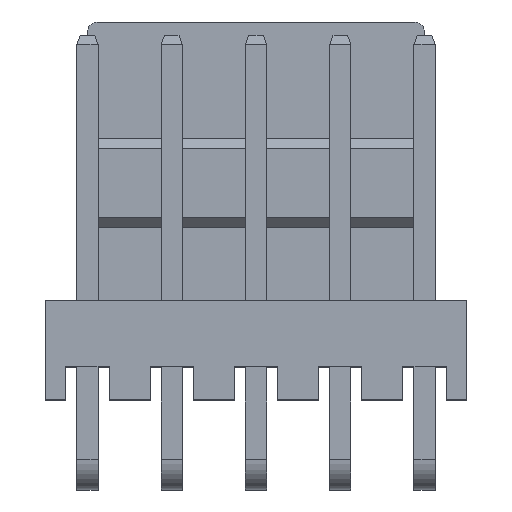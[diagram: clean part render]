
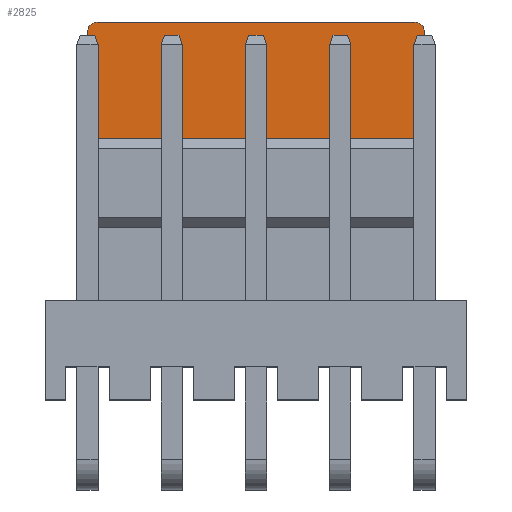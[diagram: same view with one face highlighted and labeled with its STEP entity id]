
A CAD part, top view. The second image highlights one B-rep face of the part: STEP entity #2825.
In plain terms, the highlighted planar face has unit normal (0, 0, 1).
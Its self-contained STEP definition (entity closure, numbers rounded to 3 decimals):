
#2 = AXIS2_PLACEMENT_3D ( 'NONE', #1818, #2584, #4047 ) ;
#305 = VECTOR ( 'NONE', #3681, 1000. ) ;
#339 = VECTOR ( 'NONE', #2047, 1000. ) ;
#566 = CIRCLE ( 'NONE', #2, 0.3 ) ;
#587 = DIRECTION ( 'NONE',  ( 1., 0., 0. ) ) ;
#905 = PLANE ( 'NONE',  #4766 ) ;
#928 = DIRECTION ( 'NONE',  ( 1., 0., 0. ) ) ;
#934 = DIRECTION ( 'NONE',  ( 0., 0., 1. ) ) ;
#948 = CARTESIAN_POINT ( 'NONE',  ( 10.16, 10.28, 0.9 ) ) ;
#953 = VERTEX_POINT ( 'NONE', #3024 ) ;
#1092 = EDGE_CURVE ( 'NONE', #1308, #953, #2877, .T. ) ;
#1114 = CARTESIAN_POINT ( 'NONE',  ( 10.16, 10.28, 0.9 ) ) ;
#1172 = ORIENTED_EDGE ( 'NONE', *, *, #4477, .F. ) ;
#1280 = DIRECTION ( 'NONE',  ( 0., -1., 0. ) ) ;
#1308 = VERTEX_POINT ( 'NONE', #1785 ) ;
#1316 = LINE ( 'NONE', #2600, #305 ) ;
#1390 = VERTEX_POINT ( 'NONE', #2204 ) ;
#1488 = EDGE_CURVE ( 'NONE', #1390, #2606, #1316, .T. ) ;
#1498 = FACE_OUTER_BOUND ( 'NONE', #3723, .T. ) ;
#1710 = VECTOR ( 'NONE', #4407, 1000. ) ;
#1751 = ORIENTED_EDGE ( 'NONE', *, *, #1092, .F. ) ;
#1785 = CARTESIAN_POINT ( 'NONE',  ( 0.3, 13.78, 0.9 ) ) ;
#1818 = CARTESIAN_POINT ( 'NONE',  ( 0.3, 13.48, 0.9 ) ) ;
#1930 = LINE ( 'NONE', #2000, #339 ) ;
#2000 = CARTESIAN_POINT ( 'NONE',  ( 0., 0., 0.9 ) ) ;
#2047 = DIRECTION ( 'NONE',  ( 0., 1., 0. ) ) ;
#2204 = CARTESIAN_POINT ( 'NONE',  ( 10.16, 10.28, 0.9 ) ) ;
#2330 = ORIENTED_EDGE ( 'NONE', *, *, #1488, .T. ) ;
#2341 = CARTESIAN_POINT ( 'NONE',  ( 0., 10.28, 0.9 ) ) ;
#2394 = DIRECTION ( 'NONE',  ( 0., 0., -1. ) ) ;
#2584 = DIRECTION ( 'NONE',  ( 0., 0., -1. ) ) ;
#2600 = CARTESIAN_POINT ( 'NONE',  ( 10.16, 0., 0.9 ) ) ;
#2606 = VERTEX_POINT ( 'NONE', #3033 ) ;
#2611 = ORIENTED_EDGE ( 'NONE', *, *, #2699, .F. ) ;
#2699 = EDGE_CURVE ( 'NONE', #953, #2606, #3557, .T. ) ;
#2774 = CARTESIAN_POINT ( 'NONE',  ( 9.86, 13.48, 0.9 ) ) ;
#2803 = ORIENTED_EDGE ( 'NONE', *, *, #3455, .F. ) ;
#2825 = ADVANCED_FACE ( 'NONE', ( #1498 ), #905, .T. ) ;
#2877 = LINE ( 'NONE', #3543, #4756 ) ;
#3024 = CARTESIAN_POINT ( 'NONE',  ( 9.86, 13.78, 0.9 ) ) ;
#3033 = CARTESIAN_POINT ( 'NONE',  ( 10.16, 13.48, 0.9 ) ) ;
#3287 = CARTESIAN_POINT ( 'NONE',  ( 0., 13.48, 0.9 ) ) ;
#3313 = VERTEX_POINT ( 'NONE', #3287 ) ;
#3455 = EDGE_CURVE ( 'NONE', #3313, #1308, #566, .T. ) ;
#3543 = CARTESIAN_POINT ( 'NONE',  ( 10.16, 13.78, 0.9 ) ) ;
#3545 = LINE ( 'NONE', #1114, #1710 ) ;
#3557 = CIRCLE ( 'NONE', #3937, 0.3 ) ;
#3681 = DIRECTION ( 'NONE',  ( 0., 1., 0. ) ) ;
#3723 = EDGE_LOOP ( 'NONE', ( #2611, #1751, #2803, #1172, #3856, #2330 ) ) ;
#3856 = ORIENTED_EDGE ( 'NONE', *, *, #3955, .T. ) ;
#3937 = AXIS2_PLACEMENT_3D ( 'NONE', #2774, #2394, #928 ) ;
#3955 = EDGE_CURVE ( 'NONE', #4314, #1390, #3545, .T. ) ;
#4047 = DIRECTION ( 'NONE',  ( -1., 0., 0. ) ) ;
#4314 = VERTEX_POINT ( 'NONE', #2341 ) ;
#4407 = DIRECTION ( 'NONE',  ( 1., 0., 0. ) ) ;
#4477 = EDGE_CURVE ( 'NONE', #4314, #3313, #1930, .T. ) ;
#4756 = VECTOR ( 'NONE', #587, 1000. ) ;
#4766 = AXIS2_PLACEMENT_3D ( 'NONE', #948, #934, #1280 ) ;
